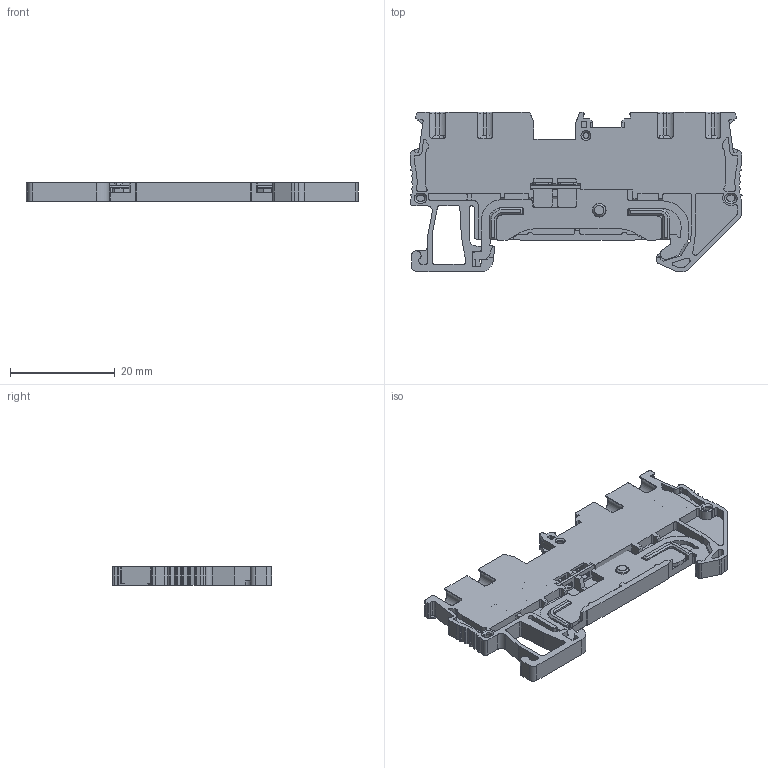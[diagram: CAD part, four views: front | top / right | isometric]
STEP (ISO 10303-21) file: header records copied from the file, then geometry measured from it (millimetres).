
FILE_DESCRIPTION((''),'2;1');
FILE_NAME('5YB585339_ASM','2024-09-19T08:49:14',('Administrator'),(''),'CREO PARAMETRIC BY PTC INC, 2016510','CREO PARAMETRIC BY PTC INC, 2016510','');
FILE_SCHEMA(('CONFIG_CONTROL_DESIGN','SHAPE_APPEARANCE_LAYERS_GROUPS'));
Length unit declared in the file: millimetre
Products named in the file (6): 8YB759383; 8YB513019; 8YB577068; 8YB235111; 8YB286032; 5YB585339_ASM
Assembly tree (11 placements, depth 2):
  5YB585339_ASM
    8YB759383
    8YB513019
    8YB577068
    8YB235111  x4
    8YB286032  x4
Bounding box: 63.54 x 30.5 x 3.5 mm (x, y, z)
Volume: 4134.1 mm3; surface area: 7312 mm2
Topology: 11 solids, 11 shells, 1727 faces, 4547 edges, 2844 vertices
Faces by surface type: plane 1039, cylinder 563, torus 54, bspline 46, cone 25
Entity records: 50800 total; most frequent: CARTESIAN_POINT 9063, ORIENTED_EDGE 7360, DIRECTION 7090, EDGE_CURVE 3680, VECTOR 2682, LINE 2682, VERTEX_POINT 2334, AXIS2_PLACEMENT_3D 2204
